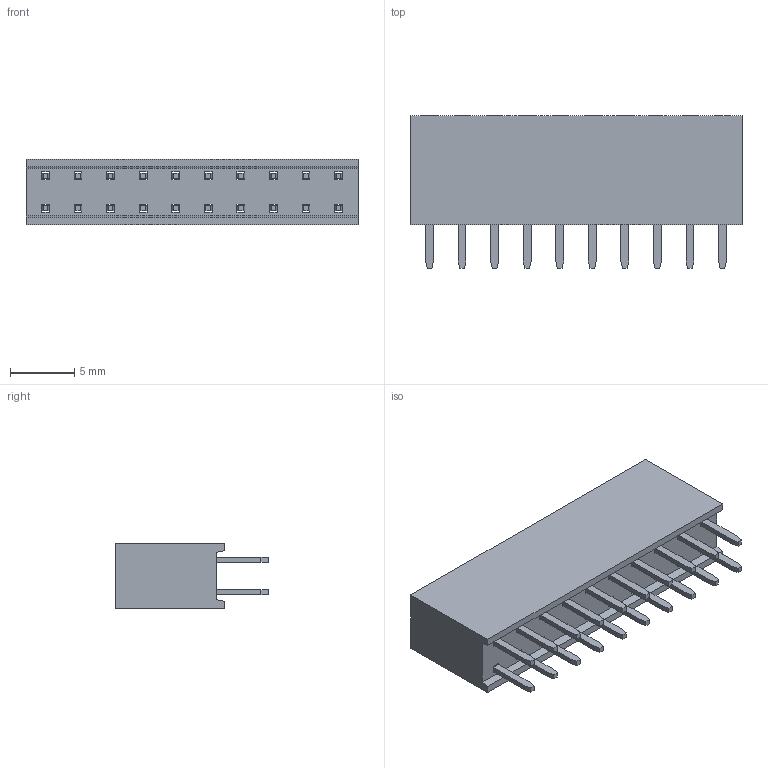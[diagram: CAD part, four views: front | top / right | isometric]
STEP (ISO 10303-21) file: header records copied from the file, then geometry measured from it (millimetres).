
FILE_DESCRIPTION (( 'STEP AP214' ), '1' );
FILE_NAME ('PPPC102LFBN-RC.STEP', '2022-08-11T04:33:58', ( '' ), ( '' ), 'SwSTEP 2.0', 'SolidWorks 2020', '' );
FILE_SCHEMA (( 'AUTOMOTIVE_DESIGN' ));
Length unit declared in the file: inch
Products named in the file (3): 2 row tin pins; PPPC102LFBN-RC; 2 row tin body_10
Assembly tree (11 placements, depth 2):
  PPPC102LFBN-RC
    2 row tin body_10
    2 row tin pins  x10
Bounding box: 25.91 x 11.91 x 5.08 mm (x, y, z)
Volume: 1033.2 mm3; surface area: 1640.3 mm2
Topology: 41 solids, 41 shells, 570 faces, 1384 edges, 896 vertices
Faces by surface type: plane 470, cylinder 100
Entity records: 6313 total; most frequent: CARTESIAN_POINT 1064, ORIENTED_EDGE 1040, DIRECTION 988, EDGE_CURVE 520, VECTOR 500, LINE 500, VERTEX_POINT 320, EDGE_LOOP 250
